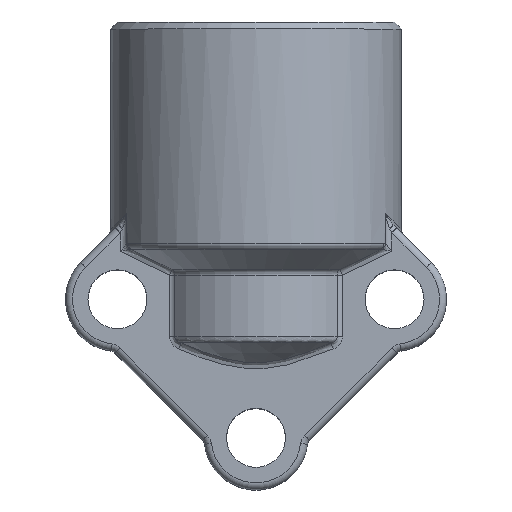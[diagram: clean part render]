
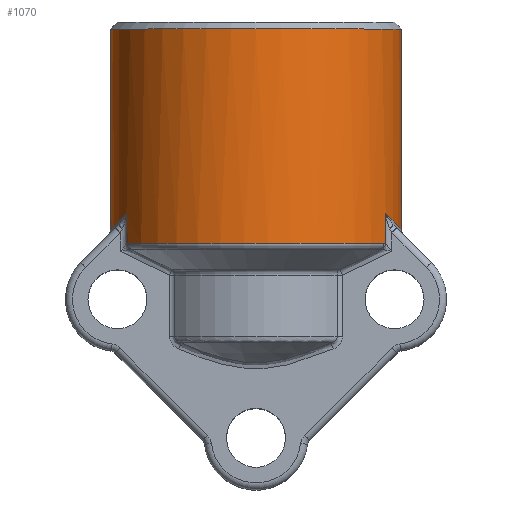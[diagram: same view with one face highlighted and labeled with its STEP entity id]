
A CAD part, top view. The second image highlights one B-rep face of the part: STEP entity #1070.
In plain terms, the highlighted cylindrical face has radius 21 mm (diameter 42 mm), a full revolution.
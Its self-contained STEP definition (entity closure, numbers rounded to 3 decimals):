
#35=LINE('',#1800,#67);
#36=LINE('',#1847,#68);
#67=VECTOR('',#1364,1000.);
#68=VECTOR('',#1365,1000.);
#120=B_SPLINE_CURVE_WITH_KNOTS('',3,(#1637,#1638,#1639,#1640,#1641,#1642,
#1643,#1644,#1645,#1646,#1647,#1648,#1649,#1650,#1651,#1652,#1653,#1654,
#1655,#1656,#1657,#1658,#1659,#1660,#1661,#1662,#1663),.UNSPECIFIED.,.F.,
 .F.,(4,1,1,1,1,1,1,1,1,1,1,1,1,1,1,1,1,1,1,1,1,1,1,1,4),(0.,0.063,0.125,
0.156,0.188,0.219,0.234,0.242,0.25,0.258,0.266,0.281,
0.313,0.344,0.375,0.438,0.469,0.5,0.531,0.563,0.625,0.688,0.75,
0.875,1.),.UNSPECIFIED.);
#124=B_SPLINE_CURVE_WITH_KNOTS('',3,(#1706,#1707,#1708,#1709),
 .UNSPECIFIED.,.F.,.F.,(4,4),(0.,1.),.UNSPECIFIED.);
#127=B_SPLINE_CURVE_WITH_KNOTS('',3,(#1787,#1788,#1789,#1790),
 .UNSPECIFIED.,.F.,.F.,(4,4),(0.,1.),
 .UNSPECIFIED.);
#128=B_SPLINE_CURVE_WITH_KNOTS('',3,(#1795,#1796,#1797,#1798),
 .UNSPECIFIED.,.F.,.F.,(4,4),(0.,1.),
 .UNSPECIFIED.);
#129=B_SPLINE_CURVE_WITH_KNOTS('',3,(#1801,#1802,#1803,#1804,#1805,#1806,
#1807,#1808,#1809,#1810,#1811,#1812,#1813,#1814,#1815,#1816,#1817,#1818,
#1819,#1820,#1821,#1822,#1823,#1824,#1825,#1826,#1827),.UNSPECIFIED.,.F.,
 .F.,(4,1,1,1,1,1,1,1,1,1,1,1,1,1,1,1,1,1,1,1,1,1,1,1,4),(0.,0.125,0.25,
0.313,0.375,0.438,0.469,0.5,0.531,0.563,0.625,0.656,0.688,0.719,
0.734,0.742,0.75,0.758,0.766,0.781,0.813,0.844,0.875,
0.938,1.),.UNSPECIFIED.);
#130=B_SPLINE_CURVE_WITH_KNOTS('',3,(#1829,#1830,#1831,#1832,#1833,#1834),
 .UNSPECIFIED.,.F.,.F.,(4,1,1,4),(0.,0.5,0.75,1.),.UNSPECIFIED.);
#131=B_SPLINE_CURVE_WITH_KNOTS('',3,(#1836,#1837,#1838,#1839,#1840,#1841),
 .UNSPECIFIED.,.F.,.F.,(4,1,1,4),(0.,0.25,0.5,1.),.UNSPECIFIED.);
#132=B_SPLINE_CURVE_WITH_KNOTS('',3,(#1842,#1843,#1844,#1845),
 .UNSPECIFIED.,.F.,.F.,(4,4),(0.,1.),.UNSPECIFIED.);
#185=CYLINDRICAL_SURFACE('',#1186,21.);
#252=ORIENTED_EDGE('',*,*,#539,.T.);
#253=ORIENTED_EDGE('',*,*,#554,.T.);
#254=ORIENTED_EDGE('',*,*,#555,.T.);
#255=ORIENTED_EDGE('',*,*,#556,.T.);
#256=ORIENTED_EDGE('',*,*,#557,.T.);
#257=ORIENTED_EDGE('',*,*,#536,.T.);
#258=ORIENTED_EDGE('',*,*,#558,.T.);
#259=ORIENTED_EDGE('',*,*,#559,.T.);
#260=ORIENTED_EDGE('',*,*,#560,.T.);
#261=ORIENTED_EDGE('',*,*,#532,.T.);
#262=ORIENTED_EDGE('',*,*,#561,.T.);
#263=ORIENTED_EDGE('',*,*,#562,.T.);
#532=EDGE_CURVE('',#688,#687,#120,.T.);
#536=EDGE_CURVE('',#692,#691,#124,.T.);
#539=EDGE_CURVE('',#694,#694,#784,.T.);
#554=EDGE_CURVE('',#707,#708,#127,.T.);
#555=EDGE_CURVE('',#708,#709,#797,.T.);
#556=EDGE_CURVE('',#709,#710,#128,.T.);
#557=EDGE_CURVE('',#710,#692,#35,.T.);
#558=EDGE_CURVE('',#691,#711,#129,.T.);
#559=EDGE_CURVE('',#711,#712,#130,.T.);
#560=EDGE_CURVE('',#712,#688,#131,.T.);
#561=EDGE_CURVE('',#687,#713,#132,.T.);
#562=EDGE_CURVE('',#713,#707,#36,.T.);
#687=VERTEX_POINT('',#1636);
#688=VERTEX_POINT('',#1664);
#691=VERTEX_POINT('',#1705);
#692=VERTEX_POINT('',#1710);
#694=VERTEX_POINT('',#1719);
#707=VERTEX_POINT('',#1791);
#708=VERTEX_POINT('',#1792);
#709=VERTEX_POINT('',#1794);
#710=VERTEX_POINT('',#1799);
#711=VERTEX_POINT('',#1828);
#712=VERTEX_POINT('',#1835);
#713=VERTEX_POINT('',#1846);
#784=CIRCLE('',#1164,21.);
#797=CIRCLE('',#1187,21.);
#868=EDGE_LOOP('',(#252));
#869=EDGE_LOOP('',(#253,#254,#255,#256,#257,#258,#259,#260,#261,#262,#263));
#969=FACE_BOUND('',#868,.T.);
#970=FACE_BOUND('',#869,.T.);
#1070=ADVANCED_FACE('',(#969,#970),#185,.T.);
#1164=AXIS2_PLACEMENT_3D('',#1718,#1316,#1317);
#1186=AXIS2_PLACEMENT_3D('',#1786,#1360,#1361);
#1187=AXIS2_PLACEMENT_3D('',#1793,#1362,#1363);
#1316=DIRECTION('',(0.,-1.,0.));
#1317=DIRECTION('',(0.,0.,1.));
#1360=DIRECTION('',(0.,-1.,0.));
#1361=DIRECTION('',(0.,0.,-1.));
#1362=DIRECTION('',(0.,1.,0.));
#1363=DIRECTION('',(0.,0.,-1.));
#1364=DIRECTION('',(0.,1.,0.));
#1365=DIRECTION('',(0.,-1.,0.));
#1636=CARTESIAN_POINT('',(-21.,10.021,22.));
#1637=CARTESIAN_POINT('',(-5.737,26.01,1.799));
#1638=CARTESIAN_POINT('',(-6.329,25.39,1.967));
#1639=CARTESIAN_POINT('',(-7.467,24.2,2.346));
#1640=CARTESIAN_POINT('',(-8.771,22.834,2.905));
#1641=CARTESIAN_POINT('',(-9.742,21.816,3.391));
#1642=CARTESIAN_POINT('',(-10.435,21.09,3.771));
#1643=CARTESIAN_POINT('',(-10.985,20.513,4.099));
#1644=CARTESIAN_POINT('',(-11.35,20.13,4.331));
#1645=CARTESIAN_POINT('',(-11.561,19.909,4.469));
#1646=CARTESIAN_POINT('',(-11.699,19.765,4.56));
#1647=CARTESIAN_POINT('',(-11.906,19.548,4.7));
#1648=CARTESIAN_POINT('',(-12.153,19.289,4.873));
#1649=CARTESIAN_POINT('',(-12.59,18.832,5.188));
#1650=CARTESIAN_POINT('',(-13.187,18.207,5.649));
#1651=CARTESIAN_POINT('',(-13.871,17.491,6.225));
#1652=CARTESIAN_POINT('',(-14.735,16.585,7.018));
#1653=CARTESIAN_POINT('',(-15.526,15.756,7.84));
#1654=CARTESIAN_POINT('',(-16.256,14.991,8.697));
#1655=CARTESIAN_POINT('',(-16.747,14.476,9.32));
#1656=CARTESIAN_POINT('',(-17.289,13.909,10.068));
#1657=CARTESIAN_POINT('',(-17.935,13.233,11.049));
#1658=CARTESIAN_POINT('',(-18.666,12.468,12.325));
#1659=CARTESIAN_POINT('',(-19.398,11.701,13.893));
#1660=CARTESIAN_POINT('',(-20.189,10.869,16.032));
#1661=CARTESIAN_POINT('',(-20.826,10.204,18.701));
#1662=CARTESIAN_POINT('',(-21.,10.021,20.905));
#1663=CARTESIAN_POINT('',(-21.,10.021,22.));
#1664=CARTESIAN_POINT('',(-5.737,26.01,1.799));
#1705=CARTESIAN_POINT('',(21.,10.021,22.));
#1706=CARTESIAN_POINT('',(18.705,12.425,31.545));
#1707=CARTESIAN_POINT('',(20.235,10.822,28.548));
#1708=CARTESIAN_POINT('',(21.,10.021,25.24));
#1709=CARTESIAN_POINT('',(21.,10.021,22.));
#1710=CARTESIAN_POINT('',(18.705,12.425,31.545));
#1718=CARTESIAN_POINT('',(0.,39.,22.));
#1719=CARTESIAN_POINT('',(0.,39.,43.));
#1786=CARTESIAN_POINT('',(0.,40.,22.));
#1787=CARTESIAN_POINT('',(-18.705,8.012,31.545));
#1788=CARTESIAN_POINT('',(-18.631,8.056,31.691));
#1789=CARTESIAN_POINT('',(-18.552,8.077,31.842));
#1790=CARTESIAN_POINT('',(-18.466,8.077,32.));
#1791=CARTESIAN_POINT('',(-18.705,8.012,31.545));
#1792=CARTESIAN_POINT('',(-18.466,8.077,32.));
#1793=CARTESIAN_POINT('',(0.,8.077,22.));
#1794=CARTESIAN_POINT('',(18.466,8.077,32.));
#1795=CARTESIAN_POINT('',(18.466,8.077,32.));
#1796=CARTESIAN_POINT('',(18.552,8.077,31.842));
#1797=CARTESIAN_POINT('',(18.631,8.056,31.691));
#1798=CARTESIAN_POINT('',(18.705,8.012,31.545));
#1799=CARTESIAN_POINT('',(18.705,8.012,31.545));
#1800=CARTESIAN_POINT('',(18.705,40.,31.545));
#1801=CARTESIAN_POINT('',(21.,10.021,22.));
#1802=CARTESIAN_POINT('',(21.,10.021,20.905));
#1803=CARTESIAN_POINT('',(20.826,10.204,18.701));
#1804=CARTESIAN_POINT('',(20.189,10.869,16.032));
#1805=CARTESIAN_POINT('',(19.398,11.701,13.893));
#1806=CARTESIAN_POINT('',(18.666,12.468,12.326));
#1807=CARTESIAN_POINT('',(17.935,13.233,11.05));
#1808=CARTESIAN_POINT('',(17.289,13.909,10.068));
#1809=CARTESIAN_POINT('',(16.747,14.476,9.32));
#1810=CARTESIAN_POINT('',(16.256,14.99,8.697));
#1811=CARTESIAN_POINT('',(15.526,15.756,7.84));
#1812=CARTESIAN_POINT('',(14.735,16.585,7.018));
#1813=CARTESIAN_POINT('',(13.871,17.491,6.225));
#1814=CARTESIAN_POINT('',(13.187,18.207,5.649));
#1815=CARTESIAN_POINT('',(12.591,18.831,5.188));
#1816=CARTESIAN_POINT('',(12.153,19.289,4.873));
#1817=CARTESIAN_POINT('',(11.906,19.548,4.7));
#1818=CARTESIAN_POINT('',(11.699,19.765,4.56));
#1819=CARTESIAN_POINT('',(11.561,19.909,4.469));
#1820=CARTESIAN_POINT('',(11.35,20.13,4.331));
#1821=CARTESIAN_POINT('',(10.985,20.513,4.099));
#1822=CARTESIAN_POINT('',(10.435,21.09,3.771));
#1823=CARTESIAN_POINT('',(9.743,21.816,3.391));
#1824=CARTESIAN_POINT('',(8.771,22.834,2.906));
#1825=CARTESIAN_POINT('',(7.467,24.199,2.346));
#1826=CARTESIAN_POINT('',(6.329,25.39,1.967));
#1827=CARTESIAN_POINT('',(5.737,26.01,1.799));
#1828=CARTESIAN_POINT('',(5.737,26.01,1.799));
#1829=CARTESIAN_POINT('',(5.737,26.01,1.799));
#1830=CARTESIAN_POINT('',(4.983,26.801,1.585));
#1831=CARTESIAN_POINT('',(3.687,27.716,1.282));
#1832=CARTESIAN_POINT('',(1.6,28.393,1.041));
#1833=CARTESIAN_POINT('',(0.54,28.5,1.));
#1834=CARTESIAN_POINT('',(0.,28.5,1.));
#1835=CARTESIAN_POINT('',(0.,28.5,1.));
#1836=CARTESIAN_POINT('',(0.,28.5,1.));
#1837=CARTESIAN_POINT('',(-0.542,28.5,1.));
#1838=CARTESIAN_POINT('',(-1.602,28.393,1.041));
#1839=CARTESIAN_POINT('',(-3.691,27.713,1.283));
#1840=CARTESIAN_POINT('',(-4.984,26.799,1.585));
#1841=CARTESIAN_POINT('',(-5.737,26.01,1.799));
#1842=CARTESIAN_POINT('',(-21.,10.021,22.));
#1843=CARTESIAN_POINT('',(-21.,10.021,25.24));
#1844=CARTESIAN_POINT('',(-20.235,10.822,28.548));
#1845=CARTESIAN_POINT('',(-18.705,12.425,31.545));
#1846=CARTESIAN_POINT('',(-18.705,12.425,31.545));
#1847=CARTESIAN_POINT('',(-18.705,40.,31.545));
